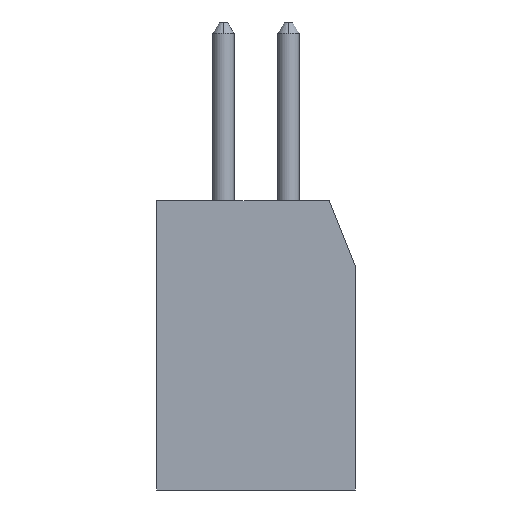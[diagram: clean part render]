
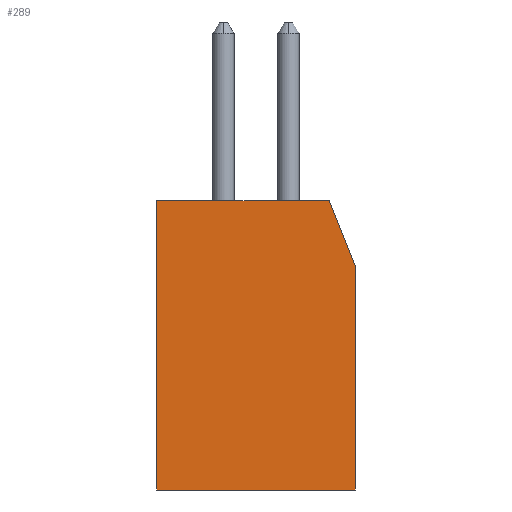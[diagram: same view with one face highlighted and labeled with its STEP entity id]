
A CAD part, left-side view. The second image highlights one B-rep face of the part: STEP entity #289.
In plain terms, the highlighted planar face has unit normal (-1, 0, 0).
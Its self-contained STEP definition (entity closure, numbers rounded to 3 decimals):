
#74 = CARTESIAN_POINT ( 'NONE',  ( -16.3, -3.05, 8.9 ) ) ;
#143 = CARTESIAN_POINT ( 'NONE',  ( -16.3, 3.05, 8.9 ) ) ;
#233 = CARTESIAN_POINT ( 'NONE',  ( -16.3, -3.05, 8.9 ) ) ;
#289 = ADVANCED_FACE ( 'NONE', ( #1442 ), #1222, .F. ) ;
#320 = CARTESIAN_POINT ( 'NONE',  ( -16.3, -2.25, 8.9 ) ) ;
#494 = DIRECTION ( 'NONE',  ( 0., 0.371, 0.928 ) ) ;
#601 = ORIENTED_EDGE ( 'NONE', *, *, #2839, .T. ) ;
#611 = DIRECTION ( 'NONE',  ( 0., 0., -1. ) ) ;
#628 = VERTEX_POINT ( 'NONE', #1989 ) ;
#640 = VECTOR ( 'NONE', #1778, 1000. ) ;
#772 = VECTOR ( 'NONE', #1168, 1000. ) ;
#837 = ORIENTED_EDGE ( 'NONE', *, *, #1372, .F. ) ;
#986 = EDGE_LOOP ( 'NONE', ( #837, #601, #1054, #2945, #2032 ) ) ;
#1054 = ORIENTED_EDGE ( 'NONE', *, *, #1612, .F. ) ;
#1071 = CARTESIAN_POINT ( 'NONE',  ( -16.3, 3.05, 0. ) ) ;
#1095 = VERTEX_POINT ( 'NONE', #1071 ) ;
#1168 = DIRECTION ( 'NONE',  ( 0., 0., -1. ) ) ;
#1216 = EDGE_CURVE ( 'NONE', #1095, #628, #2042, .T. ) ;
#1222 = PLANE ( 'NONE',  #2829 ) ;
#1372 = EDGE_CURVE ( 'NONE', #2416, #628, #2523, .T. ) ;
#1414 = VERTEX_POINT ( 'NONE', #2658 ) ;
#1442 = FACE_OUTER_BOUND ( 'NONE', #986, .T. ) ;
#1475 = VECTOR ( 'NONE', #611, 1000. ) ;
#1612 = EDGE_CURVE ( 'NONE', #1414, #2765, #2015, .T. ) ;
#1640 = VECTOR ( 'NONE', #494, 1000. ) ;
#1657 = CARTESIAN_POINT ( 'NONE',  ( -16.3, -2.25, 8.9 ) ) ;
#1778 = DIRECTION ( 'NONE',  ( 0., -1., 0. ) ) ;
#1868 = CARTESIAN_POINT ( 'NONE',  ( -16.3, -3.05, 6.9 ) ) ;
#1989 = CARTESIAN_POINT ( 'NONE',  ( -16.3, -3.05, 0. ) ) ;
#2015 = LINE ( 'NONE', #2449, #2275 ) ;
#2032 = ORIENTED_EDGE ( 'NONE', *, *, #1216, .T. ) ;
#2042 = LINE ( 'NONE', #2743, #640 ) ;
#2255 = DIRECTION ( 'NONE',  ( 0., -1., 0. ) ) ;
#2275 = VECTOR ( 'NONE', #2255, 1000. ) ;
#2332 = DIRECTION ( 'NONE',  ( 0., 0., -1. ) ) ;
#2355 = LINE ( 'NONE', #320, #1640 ) ;
#2416 = VERTEX_POINT ( 'NONE', #1868 ) ;
#2429 = LINE ( 'NONE', #143, #1475 ) ;
#2449 = CARTESIAN_POINT ( 'NONE',  ( -16.3, -3.05, 8.9 ) ) ;
#2523 = LINE ( 'NONE', #233, #772 ) ;
#2578 = DIRECTION ( 'NONE',  ( 1., 0., 0. ) ) ;
#2658 = CARTESIAN_POINT ( 'NONE',  ( -16.3, 3.05, 8.9 ) ) ;
#2715 = EDGE_CURVE ( 'NONE', #1414, #1095, #2429, .T. ) ;
#2743 = CARTESIAN_POINT ( 'NONE',  ( -16.3, -3.05, 0. ) ) ;
#2765 = VERTEX_POINT ( 'NONE', #1657 ) ;
#2829 = AXIS2_PLACEMENT_3D ( 'NONE', #74, #2578, #2332 ) ;
#2839 = EDGE_CURVE ( 'NONE', #2416, #2765, #2355, .T. ) ;
#2945 = ORIENTED_EDGE ( 'NONE', *, *, #2715, .T. ) ;
